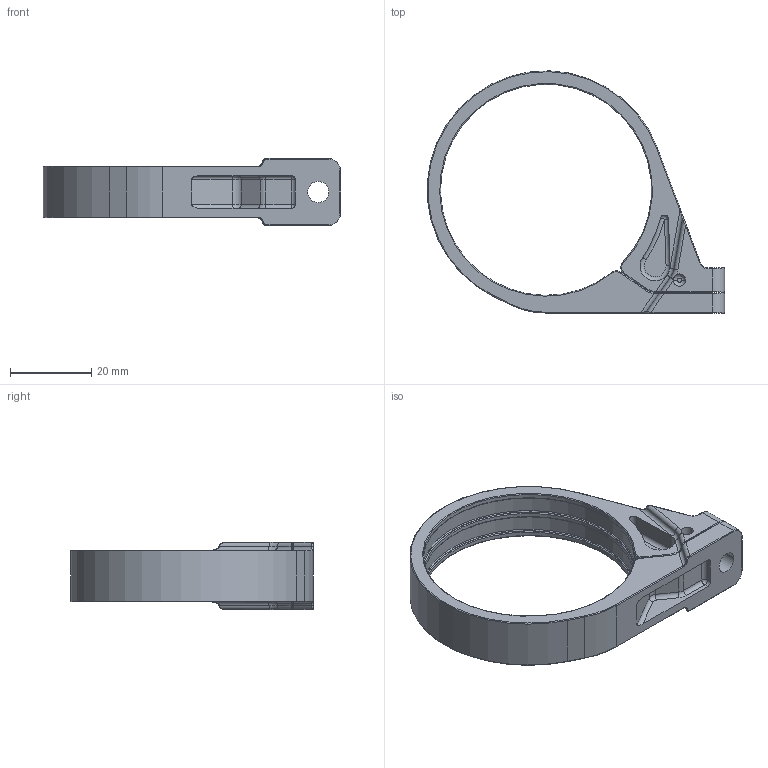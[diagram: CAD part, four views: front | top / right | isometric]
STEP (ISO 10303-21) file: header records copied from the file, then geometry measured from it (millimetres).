
FILE_DESCRIPTION((''),'2;1');
FILE_NAME('3506_8253_544-BOITIER-FERME','2020-03-12T',('presta_be4'),(''),'CREO PARAMETRIC BY PTC INC, 2018360','CREO PARAMETRIC BY PTC INC, 2018360','');
FILE_SCHEMA(('CONFIG_CONTROL_DESIGN'));
Length unit declared in the file: millimetre
Products named in the file (1): 3506_8253_544-BOITIER-FERME
Bounding box: 73.08 x 59.54 x 16.5 mm (x, y, z)
Volume: 11400.2 mm3; surface area: 9000.1 mm2
Topology: 1 solids, 1 shells, 211 faces, 494 edges, 286 vertices
Faces by surface type: cylinder 84, torus 52, bspline 38, plane 32, sphere 4, cone 1
Entity records: 9711 total; most frequent: CARTESIAN_POINT 4970, DIRECTION 1028, ORIENTED_EDGE 988, EDGE_CURVE 494, AXIS2_PLACEMENT_3D 439, VERTEX_POINT 286, CIRCLE 266, EDGE_LOOP 216
